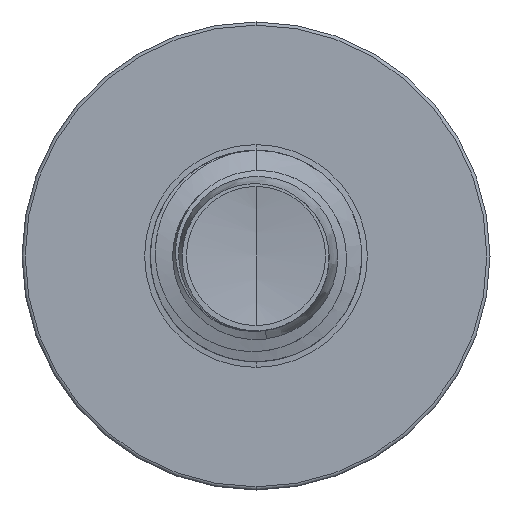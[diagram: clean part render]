
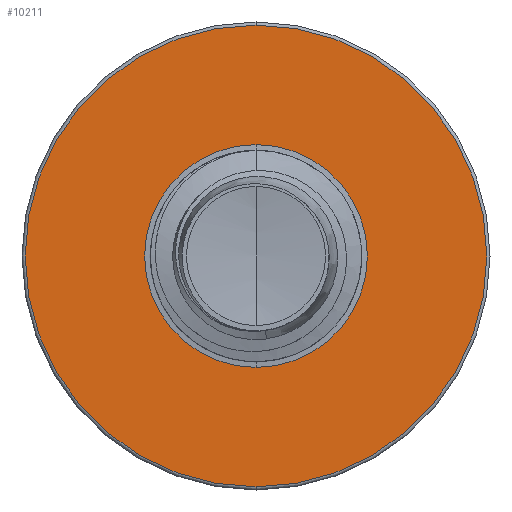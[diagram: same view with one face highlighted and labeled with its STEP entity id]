
A CAD part, front view. The second image highlights one B-rep face of the part: STEP entity #10211.
In plain terms, the highlighted planar face has unit normal (0, -1, 0).
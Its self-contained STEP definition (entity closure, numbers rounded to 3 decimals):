
#997 = CIRCLE ( 'NONE', #11561, 3.689 ) ;
#1364 = CIRCLE ( 'NONE', #19724, 7.645 ) ;
#2901 = CIRCLE ( 'NONE', #20109, 7.645 ) ;
#3108 = CIRCLE ( 'NONE', #19119, 3.689 ) ;
#3146 = CARTESIAN_POINT ( 'NONE',  ( 0., 15., -3.689 ) ) ;
#3201 = CARTESIAN_POINT ( 'NONE',  ( 0., 15., 7.645 ) ) ;
#3433 = AXIS2_PLACEMENT_3D ( 'NONE', #18727, #9510, #20210 ) ;
#3798 = DIRECTION ( 'NONE',  ( 0., 0., 1. ) ) ;
#3804 = DIRECTION ( 'NONE',  ( 0., 1., 0. ) ) ;
#3829 = CARTESIAN_POINT ( 'NONE',  ( 0., 15., 0. ) ) ;
#3912 = DIRECTION ( 'NONE',  ( 0., 0., 1. ) ) ;
#3935 = DIRECTION ( 'NONE',  ( 0., 1., 0. ) ) ;
#3971 = EDGE_CURVE ( 'NONE', #6012, #7620, #2901, .T. ) ;
#3978 = CARTESIAN_POINT ( 'NONE',  ( 0., 15., 0. ) ) ;
#4002 = EDGE_CURVE ( 'NONE', #7862, #11578, #3108, .T. ) ;
#4033 = ORIENTED_EDGE ( 'NONE', *, *, #3971, .F. ) ;
#5499 = DIRECTION ( 'NONE',  ( 0., 0., 1. ) ) ;
#5522 = DIRECTION ( 'NONE',  ( 0., 1., 0. ) ) ;
#5567 = CARTESIAN_POINT ( 'NONE',  ( 0., 15., 0. ) ) ;
#6012 = VERTEX_POINT ( 'NONE', #11905 ) ;
#6247 = FACE_BOUND ( 'NONE', #20496, .T. ) ;
#6794 = EDGE_CURVE ( 'NONE', #7620, #6012, #1364, .T. ) ;
#7620 = VERTEX_POINT ( 'NONE', #3201 ) ;
#7631 = PLANE ( 'NONE',  #3433 ) ;
#7862 = VERTEX_POINT ( 'NONE', #3146 ) ;
#8127 = EDGE_CURVE ( 'NONE', #11578, #7862, #997, .T. ) ;
#9510 = DIRECTION ( 'NONE',  ( 0., 1., 0. ) ) ;
#10211 = ADVANCED_FACE ( 'NONE', ( #20356, #6247 ), #7631, .F. ) ;
#10625 = ORIENTED_EDGE ( 'NONE', *, *, #8127, .T. ) ;
#11561 = AXIS2_PLACEMENT_3D ( 'NONE', #23135, #23111, #23104 ) ;
#11578 = VERTEX_POINT ( 'NONE', #14115 ) ;
#11905 = CARTESIAN_POINT ( 'NONE',  ( 0., 15., -7.645 ) ) ;
#14115 = CARTESIAN_POINT ( 'NONE',  ( 0., 15., 3.689 ) ) ;
#18727 = CARTESIAN_POINT ( 'NONE',  ( 0., 15., -3.689 ) ) ;
#19119 = AXIS2_PLACEMENT_3D ( 'NONE', #3829, #3804, #3798 ) ;
#19724 = AXIS2_PLACEMENT_3D ( 'NONE', #5567, #5522, #5499 ) ;
#20109 = AXIS2_PLACEMENT_3D ( 'NONE', #3978, #3935, #3912 ) ;
#20210 = DIRECTION ( 'NONE',  ( 0., 0., 1. ) ) ;
#20299 = EDGE_LOOP ( 'NONE', ( #22671, #4033 ) ) ;
#20356 = FACE_OUTER_BOUND ( 'NONE', #20299, .T. ) ;
#20496 = EDGE_LOOP ( 'NONE', ( #10625, #23244 ) ) ;
#22671 = ORIENTED_EDGE ( 'NONE', *, *, #6794, .F. ) ;
#23104 = DIRECTION ( 'NONE',  ( 0., 0., 1. ) ) ;
#23111 = DIRECTION ( 'NONE',  ( 0., 1., 0. ) ) ;
#23135 = CARTESIAN_POINT ( 'NONE',  ( 0., 15., 0. ) ) ;
#23244 = ORIENTED_EDGE ( 'NONE', *, *, #4002, .T. ) ;
